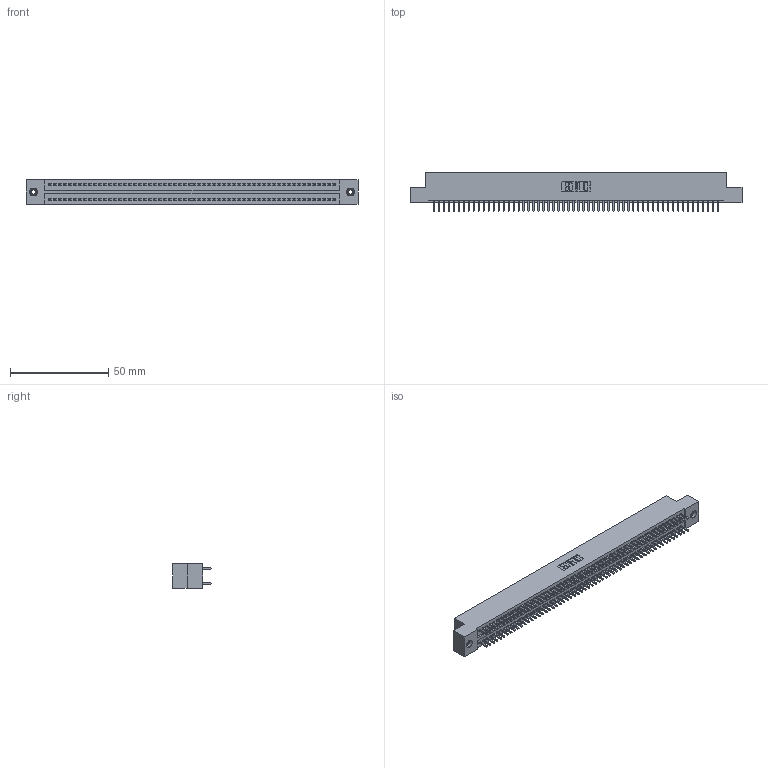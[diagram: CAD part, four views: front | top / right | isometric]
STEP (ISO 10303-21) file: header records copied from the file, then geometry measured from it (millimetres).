
FILE_DESCRIPTION (( 'STEP AP203' ), '1' );
FILE_NAME ('325-116-520-208.STEP', '2020-02-25T08:18:19', ( '' ), ( '' ), 'SwSTEP 2.0', 'SolidWorks 2016', '' );
FILE_SCHEMA (( 'CONFIG_CONTROL_DESIGN' ));
Length unit declared in the file: inch
Products named in the file (4): 325-292-001_325-293-120; 325 Part_TI; 325-116-520-208; 345-250-001_345-250-003-102
Assembly tree (119 placements, depth 2):
  325-116-520-208
    325 Part_TI
    325-292-001_325-293-120  x116
    345-250-001_345-250-003-102  x2
Bounding box: 169.04 x 19.68 x 12.45 mm (x, y, z)
Volume: 21941.6 mm3; surface area: 26716.1 mm2
Topology: 119 solids, 119 shells, 6206 faces, 18427 edges, 12122 vertices
Faces by surface type: plane 4278, cylinder 1912, cone 12, torus 4
Entity records: 36448 total; most frequent: CARTESIAN_POINT 6005, ORIENTED_EDGE 5934, DIRECTION 5133, EDGE_CURVE 2967, LINE 2819, VECTOR 2819, VERTEX_POINT 1972, AXIS2_PLACEMENT_3D 1157
